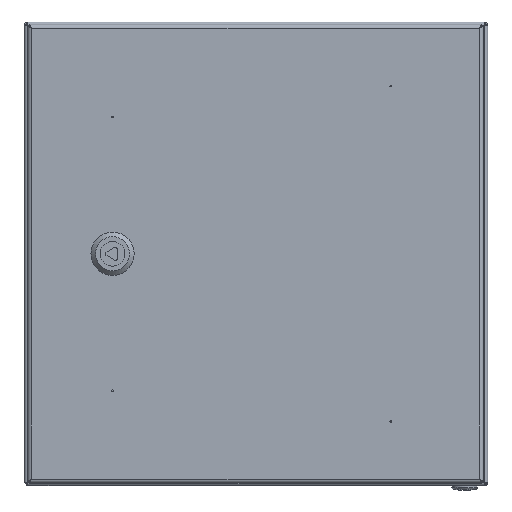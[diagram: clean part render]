
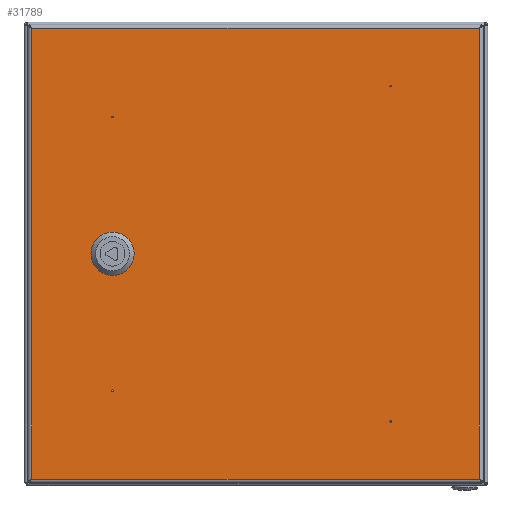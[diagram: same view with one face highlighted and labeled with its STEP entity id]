
A CAD part, top view. The second image highlights one B-rep face of the part: STEP entity #31789.
In plain terms, the highlighted face is planar.
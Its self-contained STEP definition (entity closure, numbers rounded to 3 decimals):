
#267 = VERTEX_POINT ( 'NONE', #28505 ) ;
#268 = EDGE_LOOP ( 'NONE', ( #1650 ) ) ;
#591 = CARTESIAN_POINT ( 'NONE',  ( 92.5, 0., -1. ) ) ;
#804 = EDGE_LOOP ( 'NONE', ( #21332 ) ) ;
#875 = FACE_BOUND ( 'NONE', #2140, .T. ) ;
#989 = DIRECTION ( 'NONE',  ( 1., 0., 0. ) ) ;
#1069 = DIRECTION ( 'NONE',  ( 1., 0., 0. ) ) ;
#1650 = ORIENTED_EDGE ( 'NONE', *, *, #4200, .T. ) ;
#1935 = EDGE_CURVE ( 'NONE', #24398, #31839, #27301, .T. ) ;
#2028 = CIRCLE ( 'NONE', #25400, 0.5 ) ;
#2053 = LINE ( 'NONE', #39876, #30963 ) ;
#2140 = EDGE_LOOP ( 'NONE', ( #19919 ) ) ;
#2192 = ORIENTED_EDGE ( 'NONE', *, *, #39279, .F. ) ;
#2317 = ORIENTED_EDGE ( 'NONE', *, *, #21164, .T. ) ;
#3271 = ORIENTED_EDGE ( 'NONE', *, *, #15501, .T. ) ;
#3372 = VECTOR ( 'NONE', #12687, 1000. ) ;
#3883 = LINE ( 'NONE', #25449, #3372 ) ;
#3904 = VERTEX_POINT ( 'NONE', #33234 ) ;
#4200 = EDGE_CURVE ( 'NONE', #21199, #21199, #18050, .T. ) ;
#4238 = CARTESIAN_POINT ( 'NONE',  ( 93., 88.5, -1. ) ) ;
#4486 = DIRECTION ( 'NONE',  ( -1., 0., 0. ) ) ;
#4755 = LINE ( 'NONE', #7876, #19060 ) ;
#5539 = DIRECTION ( 'NONE',  ( 0., 1., 0. ) ) ;
#5580 = CARTESIAN_POINT ( 'NONE',  ( 92.5, 0., -1. ) ) ;
#5624 = EDGE_CURVE ( 'NONE', #267, #6972, #32117, .T. ) ;
#5682 = EDGE_LOOP ( 'NONE', ( #3271, #31727, #20685, #18809, #34307, #26286, #32346, #2317 ) ) ;
#6239 = VECTOR ( 'NONE', #27617, 1000. ) ;
#6736 = CARTESIAN_POINT ( 'NONE',  ( -88., 108.5, -1. ) ) ;
#6972 = VERTEX_POINT ( 'NONE', #27305 ) ;
#7041 = CARTESIAN_POINT ( 'NONE',  ( 144.8, 145.8, -1. ) ) ;
#7852 = CIRCLE ( 'NONE', #31220, 11.25 ) ;
#7876 = CARTESIAN_POINT ( 'NONE',  ( 742.5, -145.8, -1. ) ) ;
#8122 = CARTESIAN_POINT ( 'NONE',  ( 87.863, -10.25, -1. ) ) ;
#8158 = LINE ( 'NONE', #11725, #6239 ) ;
#8252 = LINE ( 'NONE', #30849, #11182 ) ;
#8685 = DIRECTION ( 'NONE',  ( 0., 0., 1. ) ) ;
#9059 = AXIS2_PLACEMENT_3D ( 'NONE', #591, #16281, #22761 ) ;
#9527 = DIRECTION ( 'NONE',  ( 1., 0., 0. ) ) ;
#9876 = EDGE_CURVE ( 'NONE', #31839, #33941, #7852, .T. ) ;
#9879 = EDGE_CURVE ( 'NONE', #25645, #29376, #29231, .T. ) ;
#10026 = EDGE_CURVE ( 'NONE', #19303, #19303, #16590, .T. ) ;
#11006 = CARTESIAN_POINT ( 'NONE',  ( -144.8, 145.8, -1. ) ) ;
#11182 = VECTOR ( 'NONE', #5539, 1000. ) ;
#11196 = ORIENTED_EDGE ( 'NONE', *, *, #12591, .T. ) ;
#11610 = CARTESIAN_POINT ( 'NONE',  ( -87.5, 108.5, -1. ) ) ;
#11725 = CARTESIAN_POINT ( 'NONE',  ( 97.137, -10.25, -1. ) ) ;
#12243 = CARTESIAN_POINT ( 'NONE',  ( -144.8, -145.8, -1. ) ) ;
#12591 = EDGE_CURVE ( 'NONE', #22849, #38030, #24024, .T. ) ;
#12687 = DIRECTION ( 'NONE',  ( -1., 0., 0. ) ) ;
#13338 = DIRECTION ( 'NONE',  ( 0., 0., 1. ) ) ;
#14103 = AXIS2_PLACEMENT_3D ( 'NONE', #5580, #15016, #21277 ) ;
#14168 = DIRECTION ( 'NONE',  ( 0., 0., 1. ) ) ;
#14474 = EDGE_CURVE ( 'NONE', #38030, #31096, #4755, .T. ) ;
#14594 = CARTESIAN_POINT ( 'NONE',  ( 144.8, -145.8, -1. ) ) ;
#15016 = DIRECTION ( 'NONE',  ( 0., 0., 1. ) ) ;
#15501 = EDGE_CURVE ( 'NONE', #3904, #24398, #35791, .T. ) ;
#15867 = DIRECTION ( 'NONE',  ( 1., 0., 0. ) ) ;
#16136 = EDGE_CURVE ( 'NONE', #26197, #26197, #29158, .T. ) ;
#16272 = ORIENTED_EDGE ( 'NONE', *, *, #41070, .F. ) ;
#16281 = DIRECTION ( 'NONE',  ( 0., 0., 1. ) ) ;
#16329 = ORIENTED_EDGE ( 'NONE', *, *, #21201, .T. ) ;
#16590 = CIRCLE ( 'NONE', #23936, 0.5 ) ;
#16677 = CARTESIAN_POINT ( 'NONE',  ( 92.5, 0., -1. ) ) ;
#16768 = FACE_BOUND ( 'NONE', #804, .T. ) ;
#16858 = CARTESIAN_POINT ( 'NONE',  ( 92.5, 88.5, -1. ) ) ;
#16971 = CARTESIAN_POINT ( 'NONE',  ( 0., 0., -1. ) ) ;
#17896 = DIRECTION ( 'NONE',  ( 0., -1., 0. ) ) ;
#17986 = CARTESIAN_POINT ( 'NONE',  ( -87.5, -108.5, -1. ) ) ;
#18050 = CIRCLE ( 'NONE', #30722, 0.5 ) ;
#18137 = LINE ( 'NONE', #27735, #38793 ) ;
#18160 = DIRECTION ( 'NONE',  ( -1., 0., 0. ) ) ;
#18693 = VECTOR ( 'NONE', #39483, 1000. ) ;
#18809 = ORIENTED_EDGE ( 'NONE', *, *, #38810, .T. ) ;
#19060 = VECTOR ( 'NONE', #23589, 1000. ) ;
#19303 = VERTEX_POINT ( 'NONE', #41252 ) ;
#19919 = ORIENTED_EDGE ( 'NONE', *, *, #16136, .T. ) ;
#20685 = ORIENTED_EDGE ( 'NONE', *, *, #9876, .T. ) ;
#20850 = DIRECTION ( 'NONE',  ( -1., 0., 0. ) ) ;
#21164 = EDGE_CURVE ( 'NONE', #6972, #3904, #3883, .T. ) ;
#21199 = VERTEX_POINT ( 'NONE', #34361 ) ;
#21201 = EDGE_CURVE ( 'NONE', #30345, #30345, #2028, .T. ) ;
#21277 = DIRECTION ( 'NONE',  ( 1., 0., 0. ) ) ;
#21332 = ORIENTED_EDGE ( 'NONE', *, *, #10026, .T. ) ;
#22761 = DIRECTION ( 'NONE',  ( 1., 0., 0. ) ) ;
#22849 = VERTEX_POINT ( 'NONE', #7041 ) ;
#23143 = AXIS2_PLACEMENT_3D ( 'NONE', #11610, #24361, #4486 ) ;
#23246 = FACE_BOUND ( 'NONE', #268, .T. ) ;
#23589 = DIRECTION ( 'NONE',  ( -1., 0., 0. ) ) ;
#23936 = AXIS2_PLACEMENT_3D ( 'NONE', #30872, #8685, #20850 ) ;
#24024 = LINE ( 'NONE', #26738, #18693 ) ;
#24073 = VECTOR ( 'NONE', #17896, 1000. ) ;
#24180 = CARTESIAN_POINT ( 'NONE',  ( 82.25, 4.637, -1. ) ) ;
#24228 = CARTESIAN_POINT ( 'NONE',  ( 82.25, 4.637, -1. ) ) ;
#24361 = DIRECTION ( 'NONE',  ( 0., 0., 1. ) ) ;
#24374 = CARTESIAN_POINT ( 'NONE',  ( 97.137, -10.25, -1. ) ) ;
#24398 = VERTEX_POINT ( 'NONE', #24228 ) ;
#24703 = CARTESIAN_POINT ( 'NONE',  ( 82.25, -4.637, -1. ) ) ;
#25400 = AXIS2_PLACEMENT_3D ( 'NONE', #16858, #26247, #9527 ) ;
#25449 = CARTESIAN_POINT ( 'NONE',  ( 97.137, 10.25, -1. ) ) ;
#25645 = VERTEX_POINT ( 'NONE', #24374 ) ;
#25663 = EDGE_CURVE ( 'NONE', #29376, #267, #8252, .T. ) ;
#25695 = CARTESIAN_POINT ( 'NONE',  ( 102.75, -4.637, -1. ) ) ;
#26197 = VERTEX_POINT ( 'NONE', #6736 ) ;
#26247 = DIRECTION ( 'NONE',  ( 0., 0., 1. ) ) ;
#26286 = ORIENTED_EDGE ( 'NONE', *, *, #25663, .T. ) ;
#26738 = CARTESIAN_POINT ( 'NONE',  ( 144.8, 891., -1. ) ) ;
#27176 = DIRECTION ( 'NONE',  ( 0., 0., 1. ) ) ;
#27301 = LINE ( 'NONE', #24180, #24073 ) ;
#27305 = CARTESIAN_POINT ( 'NONE',  ( 97.137, 10.25, -1. ) ) ;
#27617 = DIRECTION ( 'NONE',  ( 1., 0., 0. ) ) ;
#27735 = CARTESIAN_POINT ( 'NONE',  ( -144.8, 891., -1. ) ) ;
#28505 = CARTESIAN_POINT ( 'NONE',  ( 102.75, 4.637, -1. ) ) ;
#29158 = CIRCLE ( 'NONE', #23143, 0.5 ) ;
#29231 = CIRCLE ( 'NONE', #36579, 11.25 ) ;
#29376 = VERTEX_POINT ( 'NONE', #25695 ) ;
#29520 = FACE_BOUND ( 'NONE', #33681, .T. ) ;
#29707 = DIRECTION ( 'NONE',  ( 0., 0., 1. ) ) ;
#30345 = VERTEX_POINT ( 'NONE', #4238 ) ;
#30722 = AXIS2_PLACEMENT_3D ( 'NONE', #17986, #27176, #15867 ) ;
#30849 = CARTESIAN_POINT ( 'NONE',  ( 102.75, 4.637, -1. ) ) ;
#30872 = CARTESIAN_POINT ( 'NONE',  ( 92.5, -88.5, -1. ) ) ;
#30963 = VECTOR ( 'NONE', #18160, 1000. ) ;
#31096 = VERTEX_POINT ( 'NONE', #12243 ) ;
#31220 = AXIS2_PLACEMENT_3D ( 'NONE', #16677, #13338, #989 ) ;
#31727 = ORIENTED_EDGE ( 'NONE', *, *, #1935, .T. ) ;
#31789 = ADVANCED_FACE ( 'NONE', ( #16768, #29520, #875, #23246, #39110, #35990 ), #32852, .F. ) ;
#31839 = VERTEX_POINT ( 'NONE', #24703 ) ;
#32117 = CIRCLE ( 'NONE', #14103, 11.25 ) ;
#32346 = ORIENTED_EDGE ( 'NONE', *, *, #5624, .T. ) ;
#32483 = ORIENTED_EDGE ( 'NONE', *, *, #14474, .T. ) ;
#32549 = CARTESIAN_POINT ( 'NONE',  ( 92.5, 0., -1. ) ) ;
#32852 = PLANE ( 'NONE',  #40132 ) ;
#33234 = CARTESIAN_POINT ( 'NONE',  ( 87.863, 10.25, -1. ) ) ;
#33681 = EDGE_LOOP ( 'NONE', ( #16329 ) ) ;
#33941 = VERTEX_POINT ( 'NONE', #8122 ) ;
#34219 = DIRECTION ( 'NONE',  ( 0., -1., 0. ) ) ;
#34307 = ORIENTED_EDGE ( 'NONE', *, *, #9879, .T. ) ;
#34361 = CARTESIAN_POINT ( 'NONE',  ( -87., -108.5, -1. ) ) ;
#35791 = CIRCLE ( 'NONE', #9059, 11.25 ) ;
#35990 = FACE_BOUND ( 'NONE', #5682, .T. ) ;
#36314 = DIRECTION ( 'NONE',  ( 1., 0., 0. ) ) ;
#36579 = AXIS2_PLACEMENT_3D ( 'NONE', #32549, #14168, #36314 ) ;
#38030 = VERTEX_POINT ( 'NONE', #14594 ) ;
#38793 = VECTOR ( 'NONE', #34219, 1000. ) ;
#38810 = EDGE_CURVE ( 'NONE', #33941, #25645, #8158, .T. ) ;
#39110 = FACE_OUTER_BOUND ( 'NONE', #39921, .T. ) ;
#39279 = EDGE_CURVE ( 'NONE', #22849, #40928, #2053, .T. ) ;
#39483 = DIRECTION ( 'NONE',  ( 0., -1., 0. ) ) ;
#39876 = CARTESIAN_POINT ( 'NONE',  ( 742.5, 145.8, -1. ) ) ;
#39921 = EDGE_LOOP ( 'NONE', ( #16272, #2192, #11196, #32483 ) ) ;
#40132 = AXIS2_PLACEMENT_3D ( 'NONE', #16971, #29707, #1069 ) ;
#40928 = VERTEX_POINT ( 'NONE', #11006 ) ;
#41070 = EDGE_CURVE ( 'NONE', #40928, #31096, #18137, .T. ) ;
#41252 = CARTESIAN_POINT ( 'NONE',  ( 92., -88.5, -1. ) ) ;
